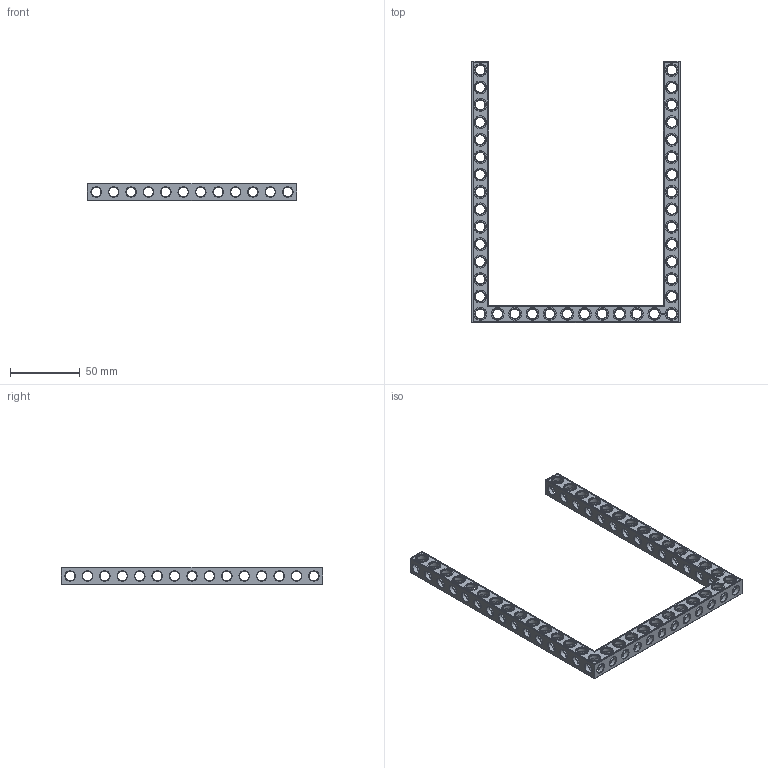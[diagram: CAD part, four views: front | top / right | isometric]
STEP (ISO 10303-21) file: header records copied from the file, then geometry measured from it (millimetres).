
FILE_DESCRIPTION(('FreeCAD Model'),'2;1');
FILE_NAME('Open CASCADE Shape Model','2022-02-26T16:02:32',('Author'),( ''),'Open CASCADE STEP processor 7.5','FreeCAD','Unknown');
FILE_SCHEMA(('AUTOMOTIVE_DESIGN { 1 0 10303 214 1 1 1 1 }'));
Products named in the file (1): Beam AGD ESS USH SYM BU12x15x01 - SPN-BEM-0493 (stemfie.org)
Bounding box: 150 x 187.5 x 12.5 mm (x, y, z)
Volume: 39087.8 mm3; surface area: 34889.4 mm2
Topology: 1 solids, 1 shells, 994 faces, 3037 edges, 1959 vertices
Faces by surface type: plane 421, cylinder 241, extrusion 170, cone 162
Full cylindrical faces by diameter (mm): 6.98 x32, 7 x169, 9.2 x40
Entity records: 221888 total; most frequent: CARTESIAN_POINT 165442, DIRECTION 9085, ORIENTED_EDGE 6074, PCURVE 6074, DEFINITIONAL_REPRESENTATION 6074, VECTOR 5635, LINE 5465, EDGE_CURVE 3037
